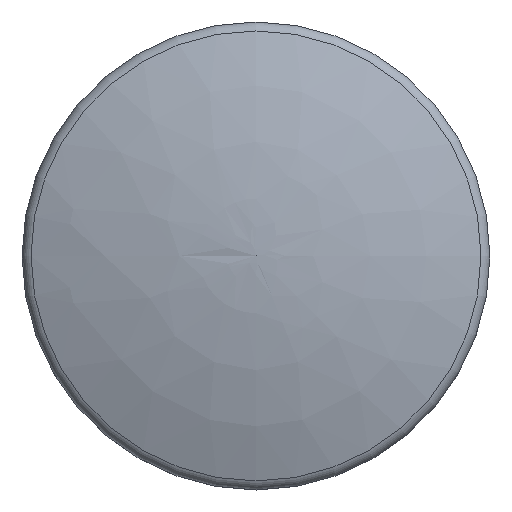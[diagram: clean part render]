
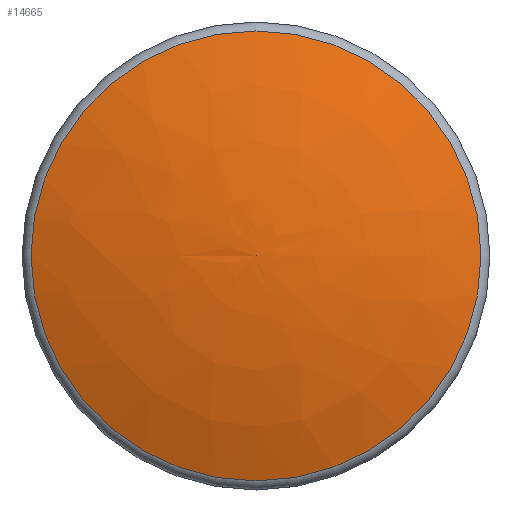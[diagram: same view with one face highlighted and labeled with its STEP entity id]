
A CAD part, top view. The second image highlights one B-rep face of the part: STEP entity #14665.
In plain terms, the highlighted free-form (B-spline) face has degree [2, 2] with [3, 9] control points.
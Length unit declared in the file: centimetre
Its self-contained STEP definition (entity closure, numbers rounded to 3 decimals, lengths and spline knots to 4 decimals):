
#146=(
BOUNDED_SURFACE()
B_SPLINE_SURFACE(2,2,((#21755,#21756,#21757,#21758,#21759,#21760,#21761,
#21762,#21763),(#21764,#21765,#21766,#21767,#21768,#21769,#21770,#21771,
#21772),(#21773,#21774,#21775,#21776,#21777,#21778,#21779,#21780,#21781)),
 .UNSPECIFIED.,.F.,.T.,.F.)
B_SPLINE_SURFACE_WITH_KNOTS((3,3),(3,2,2,2,3),(-1.5607,-1.2218),
(-3.1416,-1.5708,0.,1.5708,3.1416),
 .UNSPECIFIED.)
GEOMETRIC_REPRESENTATION_ITEM()
RATIONAL_B_SPLINE_SURFACE(((1.,0.707,1.,0.707,1.,
0.707,1.,0.707,1.),(0.986,0.697,
0.986,0.697,0.986,0.697,
0.986,0.697,0.986),(1.,0.707,
1.,0.707,1.,0.707,1.,0.707,1.)))
REPRESENTATION_ITEM('')
SURFACE()
);
#4088=FACE_OUTER_BOUND('',#4890,.T.);
#4890=EDGE_LOOP('',(#10103,#10104,#10105));
#5865=CIRCLE('',#15490,1.1539);
#5866=CIRCLE('',#15491,3.478);
#6354=VERTEX_POINT('',#21752);
#6355=VERTEX_POINT('',#21782);
#7838=EDGE_CURVE('',#6354,#6354,#5865,.T.);
#7839=EDGE_CURVE('',#6354,#6355,#5866,.T.);
#10103=ORIENTED_EDGE('',*,*,#7838,.F.);
#10104=ORIENTED_EDGE('',*,*,#7839,.T.);
#10105=ORIENTED_EDGE('',*,*,#7839,.F.);
#14665=ADVANCED_FACE('',(#4088),#146,.F.);
#15490=AXIS2_PLACEMENT_3D('',#21754,#16805,#16806);
#15491=AXIS2_PLACEMENT_3D('',#21783,#16807,#16808);
#16805=DIRECTION('center_axis',(0.,0.,
-1.));
#16806=DIRECTION('ref_axis',(0.,1.,0.));
#16807=DIRECTION('center_axis',(0.,1.,0.));
#16808=DIRECTION('ref_axis',(-1.,0.,0.));
#21752=CARTESIAN_POINT('',(-1.1539,0.,2.9784));
#21754=CARTESIAN_POINT('Origin',(0.,0.,
2.9784));
#21755=CARTESIAN_POINT('Ctrl Pts',(0.,0.,
3.1878));
#21756=CARTESIAN_POINT('Ctrl Pts',(0.,0.,
3.1878));
#21757=CARTESIAN_POINT('Ctrl Pts',(0.,0.,
3.1878));
#21758=CARTESIAN_POINT('Ctrl Pts',(0.,0.,
3.1878));
#21759=CARTESIAN_POINT('Ctrl Pts',(0.,0.,
3.1878));
#21760=CARTESIAN_POINT('Ctrl Pts',(0.,0.,
3.1878));
#21761=CARTESIAN_POINT('Ctrl Pts',(0.,0.,
3.1878));
#21762=CARTESIAN_POINT('Ctrl Pts',(0.,0.,
3.1878));
#21763=CARTESIAN_POINT('Ctrl Pts',(0.,0.,
3.1878));
#21764=CARTESIAN_POINT('Ctrl Pts',(-0.5949,0.,
3.1818));
#21765=CARTESIAN_POINT('Ctrl Pts',(-0.5949,0.5949,
3.1818));
#21766=CARTESIAN_POINT('Ctrl Pts',(0.,0.5949,
3.1818));
#21767=CARTESIAN_POINT('Ctrl Pts',(0.5949,0.5949,
3.1818));
#21768=CARTESIAN_POINT('Ctrl Pts',(0.5949,0.,
3.1818));
#21769=CARTESIAN_POINT('Ctrl Pts',(0.5949,-0.5949,
3.1818));
#21770=CARTESIAN_POINT('Ctrl Pts',(0.,-0.5949,
3.1818));
#21771=CARTESIAN_POINT('Ctrl Pts',(-0.5949,-0.5949,
3.1818));
#21772=CARTESIAN_POINT('Ctrl Pts',(-0.5949,0.,
3.1818));
#21773=CARTESIAN_POINT('Ctrl Pts',(-1.1539,0.,
2.9784));
#21774=CARTESIAN_POINT('Ctrl Pts',(-1.1539,1.1539,2.9784));
#21775=CARTESIAN_POINT('Ctrl Pts',(0.,1.1539,
2.9784));
#21776=CARTESIAN_POINT('Ctrl Pts',(1.1539,1.1539,2.9784));
#21777=CARTESIAN_POINT('Ctrl Pts',(1.1539,0.,
2.9784));
#21778=CARTESIAN_POINT('Ctrl Pts',(1.1539,-1.1539,2.9784));
#21779=CARTESIAN_POINT('Ctrl Pts',(0.,-1.1539,
2.9784));
#21780=CARTESIAN_POINT('Ctrl Pts',(-1.1539,-1.1539,
2.9784));
#21781=CARTESIAN_POINT('Ctrl Pts',(-1.1539,0.,
2.9784));
#21782=CARTESIAN_POINT('',(0.,0.,3.1878));
#21783=CARTESIAN_POINT('Origin',(0.0353,0.,
-0.29));
